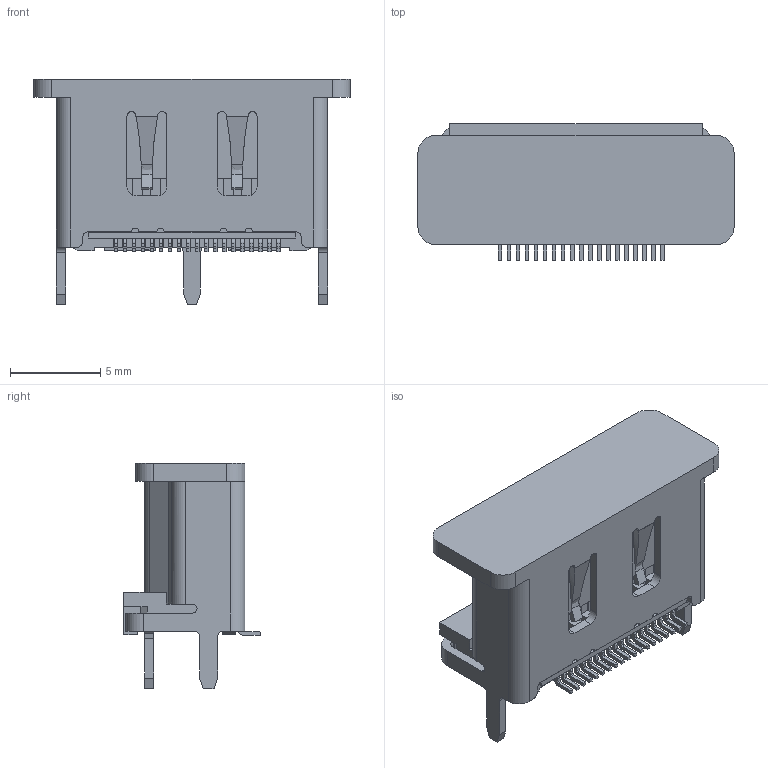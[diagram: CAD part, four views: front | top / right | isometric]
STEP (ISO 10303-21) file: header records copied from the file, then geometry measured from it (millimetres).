
FILE_DESCRIPTION((''),'2;1');
FILE_NAME('476591002','2014-01-31T',('me'),(''),'PRO/ENGINEER BY PARAMETRIC TECHNOLOGY CORPORATION, 2012230','PRO/ENGINEER BY PARAMETRIC TECHNOLOGY CORPORATION, 2012230','');
FILE_SCHEMA(('CONFIG_CONTROL_DESIGN'));
Length unit declared in the file: millimetre
Products named in the file (1): 476591002
Bounding box: 17.5 x 7.54 x 12.5 mm (x, y, z)
Volume: 429.2 mm3; surface area: 1594.9 mm2
Topology: 4 solids, 4 shells, 1078 faces, 3373 edges, 2236 vertices
Faces by surface type: plane 833, cylinder 227, bspline 18
Entity records: 37723 total; most frequent: CARTESIAN_POINT 7411, ORIENTED_EDGE 6570, DIRECTION 5912, EDGE_CURVE 3285, VECTOR 2816, LINE 2816, VERTEX_POINT 2148, AXIS2_PLACEMENT_3D 1548
